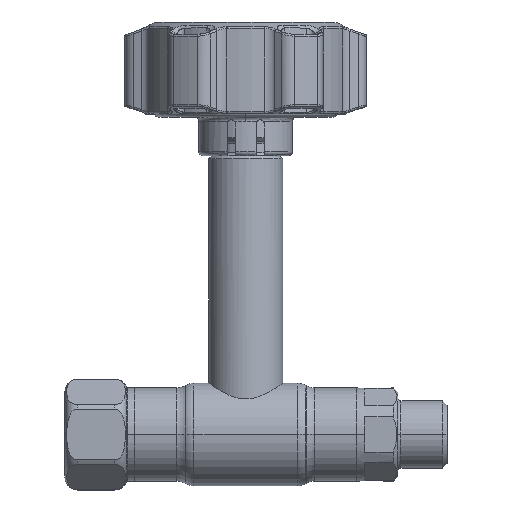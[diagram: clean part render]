
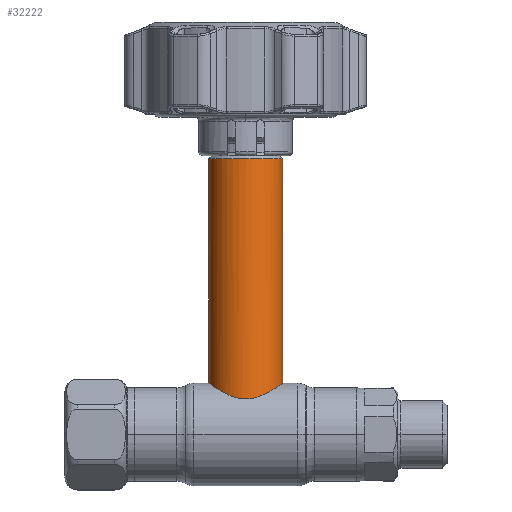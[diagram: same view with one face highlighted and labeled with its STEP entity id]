
A CAD part, top view. The second image highlights one B-rep face of the part: STEP entity #32222.
In plain terms, the highlighted cylindrical face has radius 9 mm (diameter 18 mm), a partial arc.
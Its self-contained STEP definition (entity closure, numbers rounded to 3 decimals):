
#423 = CARTESIAN_POINT ( 'NONE',  ( 9., 0., 0. ) ) ;
#1328 = ORIENTED_EDGE ( 'NONE', *, *, #19154, .F. ) ;
#2083 = CARTESIAN_POINT ( 'NONE',  ( 7.096, 11.206, 5.543 ) ) ;
#2441 = CARTESIAN_POINT ( 'NONE',  ( -8.027, 11.819, 4.08 ) ) ;
#3473 = VERTEX_POINT ( 'NONE', #24223 ) ;
#4103 = EDGE_CURVE ( 'NONE', #10117, #5356, #9253, .T. ) ;
#4328 = B_SPLINE_CURVE_WITH_KNOTS ( 'NONE', 3,
 ( #33973, #23529, #12673, #29182, #7596, #4425, #18105, #10547, #2441, #5128, #9875, #34308, #15649, #4609, #15139, #18452, #26542, #34135, #7768, #20727, #13200, #20542, #18280, #31481, #10235, #21239, #23875, #20900, #31299, #32015, #25845, #17922, #26024, #28649, #7423, #28992, #28832, #15476, #26186, #2083, #34480, #10388, #21066, #31826, #6001, #29368, #11265, #32204, #16527, #13895 ),
 .UNSPECIFIED., .F., .F.,
 ( 4, 2, 2, 2, 2, 2, 2, 2, 2, 2, 2, 2, 2, 2, 2, 2, 2, 2, 2, 2, 2, 2, 2, 2, 4 ),
 ( 0., 0.002, 0.003, 0.004, 0.005, 0.006, 0.007, 0.009, 0.011, 0.012, 0.013, 0.014, 0.015, 0.016, 0.017, 0.018, 0.019, 0.02, 0.022, 0.023, 0.024, 0.026, 0.028, 0.028, 0.029 ),
 .UNSPECIFIED. ) ;
#4425 = CARTESIAN_POINT ( 'NONE',  ( -8.494, 12.14, 2.992 ) ) ;
#4609 = CARTESIAN_POINT ( 'NONE',  ( -5.93, 10.503, 6.793 ) ) ;
#5128 = CARTESIAN_POINT ( 'NONE',  ( -7.746, 11.629, 4.592 ) ) ;
#5356 = VERTEX_POINT ( 'NONE', #32636 ) ;
#6001 = CARTESIAN_POINT ( 'NONE',  ( 8.688, 12.277, 2.426 ) ) ;
#6786 = DIRECTION ( 'NONE',  ( 0., -1., 0. ) ) ;
#7387 = AXIS2_PLACEMENT_3D ( 'NONE', #17842, #15247, #31067 ) ;
#7423 = CARTESIAN_POINT ( 'NONE',  ( 4.793, 9.909, 7.623 ) ) ;
#7596 = CARTESIAN_POINT ( 'NONE',  ( -8.676, 12.268, 2.414 ) ) ;
#7768 = CARTESIAN_POINT ( 'NONE',  ( -2.97, 9.165, 8.501 ) ) ;
#8683 = CARTESIAN_POINT ( 'NONE',  ( -9., 67.169, 0. ) ) ;
#8684 = DIRECTION ( 'NONE',  ( 0., -1., 0. ) ) ;
#9253 = LINE ( 'NONE', #33505, #28903 ) ;
#9875 = CARTESIAN_POINT ( 'NONE',  ( -7.592, 11.527, 4.842 ) ) ;
#10117 = VERTEX_POINT ( 'NONE', #8683 ) ;
#10235 = CARTESIAN_POINT ( 'NONE',  ( -0.301, 8.674, 9. ) ) ;
#10388 = CARTESIAN_POINT ( 'NONE',  ( 7.753, 11.632, 4.607 ) ) ;
#10547 = CARTESIAN_POINT ( 'NONE',  ( -8.156, 11.907, 3.816 ) ) ;
#11265 = CARTESIAN_POINT ( 'NONE',  ( 8.921, 12.443, 1.229 ) ) ;
#12673 = CARTESIAN_POINT ( 'NONE',  ( -8.936, 12.454, 1.228 ) ) ;
#13200 = CARTESIAN_POINT ( 'NONE',  ( -2.114, 8.924, 8.753 ) ) ;
#13596 = CYLINDRICAL_SURFACE ( 'NONE', #29147, 9. ) ;
#13895 = CARTESIAN_POINT ( 'NONE',  ( 9., 12.5, 0. ) ) ;
#14682 = VECTOR ( 'NONE', #23988, 1000. ) ;
#14727 = ORIENTED_EDGE ( 'NONE', *, *, #33932, .T. ) ;
#14748 = CARTESIAN_POINT ( 'NONE',  ( 9., 12.5, 0. ) ) ;
#15139 = CARTESIAN_POINT ( 'NONE',  ( -5.487, 10.257, 7.156 ) ) ;
#15222 = CIRCLE ( 'NONE', #7387, 9. ) ;
#15239 = ORIENTED_EDGE ( 'NONE', *, *, #4103, .T. ) ;
#15247 = DIRECTION ( 'NONE',  ( 0., -1., 0. ) ) ;
#15476 = CARTESIAN_POINT ( 'NONE',  ( 6.537, 10.861, 6.192 ) ) ;
#15649 = CARTESIAN_POINT ( 'NONE',  ( -6.736, 10.978, 5.996 ) ) ;
#16527 = CARTESIAN_POINT ( 'NONE',  ( 9., 12.5, 0.306 ) ) ;
#17842 = CARTESIAN_POINT ( 'NONE',  ( 0., 67.169, 0. ) ) ;
#17922 = CARTESIAN_POINT ( 'NONE',  ( 3.784, 9.461, 8.171 ) ) ;
#18105 = CARTESIAN_POINT ( 'NONE',  ( -8.389, 12.068, 3.272 ) ) ;
#18280 = CARTESIAN_POINT ( 'NONE',  ( -1.224, 8.755, 8.922 ) ) ;
#18452 = CARTESIAN_POINT ( 'NONE',  ( -4.549, 9.787, 7.786 ) ) ;
#19154 = EDGE_CURVE ( 'NONE', #3473, #23857, #32137, .T. ) ;
#19343 = DIRECTION ( 'NONE',  ( -1., 0., 0. ) ) ;
#19880 = ORIENTED_EDGE ( 'NONE', *, *, #29414, .T. ) ;
#20542 = CARTESIAN_POINT ( 'NONE',  ( -1.525, 8.803, 8.875 ) ) ;
#20727 = CARTESIAN_POINT ( 'NONE',  ( -2.403, 8.997, 8.678 ) ) ;
#20900 = CARTESIAN_POINT ( 'NONE',  ( 1.225, 8.756, 8.921 ) ) ;
#21066 = CARTESIAN_POINT ( 'NONE',  ( 8.034, 11.823, 4.099 ) ) ;
#21239 = CARTESIAN_POINT ( 'NONE',  ( 0.312, 8.675, 9. ) ) ;
#21779 = CARTESIAN_POINT ( 'NONE',  ( 0., 0., 0. ) ) ;
#23529 = CARTESIAN_POINT ( 'NONE',  ( -9., 12.5, 0.621 ) ) ;
#23857 = VERTEX_POINT ( 'NONE', #14748 ) ;
#23875 = CARTESIAN_POINT ( 'NONE',  ( 0.617, 8.691, 8.984 ) ) ;
#23988 = DIRECTION ( 'NONE',  ( 0., -1., 0. ) ) ;
#24223 = CARTESIAN_POINT ( 'NONE',  ( 9., 67.169, 0. ) ) ;
#25845 = CARTESIAN_POINT ( 'NONE',  ( 2.98, 9.159, 8.512 ) ) ;
#26024 = CARTESIAN_POINT ( 'NONE',  ( 4.046, 9.569, 8.044 ) ) ;
#26186 = CARTESIAN_POINT ( 'NONE',  ( 6.731, 10.979, 5.981 ) ) ;
#26542 = CARTESIAN_POINT ( 'NONE',  ( -4.05, 9.561, 8.058 ) ) ;
#27274 = FACE_OUTER_BOUND ( 'NONE', #27345, .T. ) ;
#27345 = EDGE_LOOP ( 'NONE', ( #1328, #19880, #15239, #14727 ) ) ;
#28649 = CARTESIAN_POINT ( 'NONE',  ( 4.551, 9.793, 7.77 ) ) ;
#28832 = CARTESIAN_POINT ( 'NONE',  ( 5.931, 10.503, 6.794 ) ) ;
#28903 = VECTOR ( 'NONE', #6786, 1000. ) ;
#28992 = CARTESIAN_POINT ( 'NONE',  ( 5.496, 10.261, 7.15 ) ) ;
#29147 = AXIS2_PLACEMENT_3D ( 'NONE', #21779, #8684, #19343 ) ;
#29182 = CARTESIAN_POINT ( 'NONE',  ( -8.752, 12.323, 2.119 ) ) ;
#29368 = CARTESIAN_POINT ( 'NONE',  ( 8.874, 12.409, 1.533 ) ) ;
#29414 = EDGE_CURVE ( 'NONE', #3473, #10117, #15222, .T. ) ;
#31067 = DIRECTION ( 'NONE',  ( -1., 0., 0. ) ) ;
#31299 = CARTESIAN_POINT ( 'NONE',  ( 1.53, 8.804, 8.874 ) ) ;
#31481 = CARTESIAN_POINT ( 'NONE',  ( -0.611, 8.691, 8.985 ) ) ;
#31826 = CARTESIAN_POINT ( 'NONE',  ( 8.506, 12.148, 3. ) ) ;
#32015 = CARTESIAN_POINT ( 'NONE',  ( 2.419, 8.987, 8.69 ) ) ;
#32137 = LINE ( 'NONE', #423, #14682 ) ;
#32204 = CARTESIAN_POINT ( 'NONE',  ( 8.984, 12.489, 0.613 ) ) ;
#32222 = ADVANCED_FACE ( 'NONE', ( #27274 ), #13596, .T. ) ;
#32636 = CARTESIAN_POINT ( 'NONE',  ( -9., 12.5, 0. ) ) ;
#33505 = CARTESIAN_POINT ( 'NONE',  ( -9., 0., 0. ) ) ;
#33932 = EDGE_CURVE ( 'NONE', #5356, #23857, #4328, .T. ) ;
#33973 = CARTESIAN_POINT ( 'NONE',  ( -9., 12.5, 0. ) ) ;
#34135 = CARTESIAN_POINT ( 'NONE',  ( -3.248, 9.26, 8.398 ) ) ;
#34308 = CARTESIAN_POINT ( 'NONE',  ( -7.101, 11.208, 5.56 ) ) ;
#34480 = CARTESIAN_POINT ( 'NONE',  ( 7.268, 11.316, 5.316 ) ) ;
